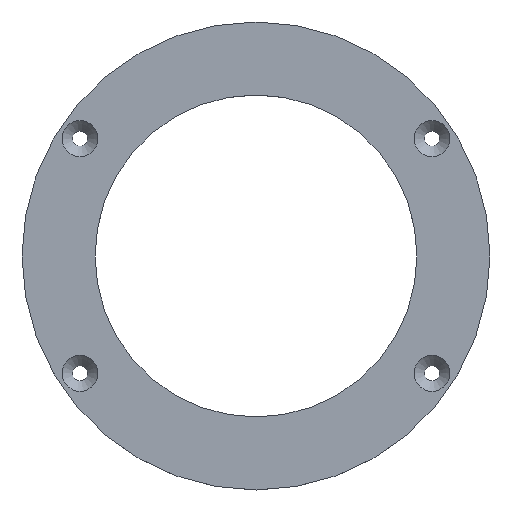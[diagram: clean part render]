
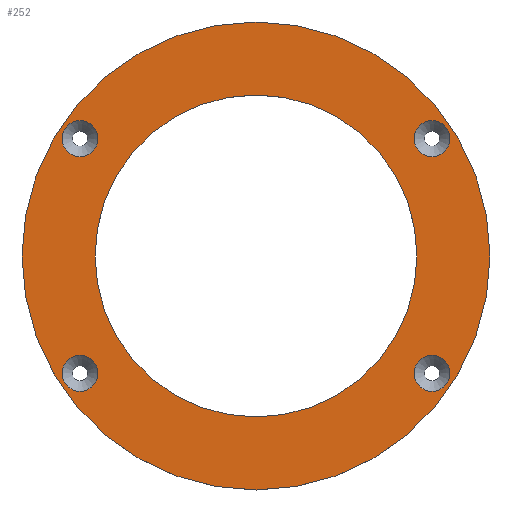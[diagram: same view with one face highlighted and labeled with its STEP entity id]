
A CAD part, top view. The second image highlights one B-rep face of the part: STEP entity #252.
In plain terms, the highlighted planar face has unit normal (0, 0, 1).
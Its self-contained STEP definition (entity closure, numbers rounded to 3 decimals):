
#52=FACE_BOUND('',#86,.T.);
#53=FACE_BOUND('',#87,.T.);
#54=FACE_BOUND('',#88,.T.);
#55=FACE_BOUND('',#89,.T.);
#56=FACE_BOUND('',#90,.T.);
#68=FACE_OUTER_BOUND('',#85,.T.);
#85=EDGE_LOOP('',(#197));
#86=EDGE_LOOP('',(#198));
#87=EDGE_LOOP('',(#199));
#88=EDGE_LOOP('',(#200));
#89=EDGE_LOOP('',(#201));
#90=EDGE_LOOP('',(#202));
#109=CIRCLE('',#290,43.);
#112=CIRCLE('',#295,62.5);
#113=CIRCLE('',#297,4.8);
#115=CIRCLE('',#300,4.8);
#116=CIRCLE('',#301,4.8);
#117=CIRCLE('',#302,4.8);
#129=VERTEX_POINT('',#415);
#132=VERTEX_POINT('',#425);
#133=VERTEX_POINT('',#429);
#135=VERTEX_POINT('',#435);
#136=VERTEX_POINT('',#437);
#137=VERTEX_POINT('',#439);
#150=EDGE_CURVE('',#129,#129,#109,.T.);
#155=EDGE_CURVE('',#132,#132,#112,.T.);
#156=EDGE_CURVE('',#133,#133,#113,.T.);
#159=EDGE_CURVE('',#135,#135,#115,.T.);
#160=EDGE_CURVE('',#136,#136,#116,.T.);
#161=EDGE_CURVE('',#137,#137,#117,.T.);
#197=ORIENTED_EDGE('',*,*,#155,.T.);
#198=ORIENTED_EDGE('',*,*,#150,.T.);
#199=ORIENTED_EDGE('',*,*,#159,.F.);
#200=ORIENTED_EDGE('',*,*,#160,.F.);
#201=ORIENTED_EDGE('',*,*,#161,.F.);
#202=ORIENTED_EDGE('',*,*,#156,.F.);
#244=PLANE('',#299);
#252=ADVANCED_FACE('',(#68,#52,#53,#54,#55,#56),#244,.T.);
#290=AXIS2_PLACEMENT_3D('',#417,#333,#334);
#295=AXIS2_PLACEMENT_3D('',#427,#345,#346);
#297=AXIS2_PLACEMENT_3D('',#430,#349,#350);
#299=AXIS2_PLACEMENT_3D('',#434,#354,#355);
#300=AXIS2_PLACEMENT_3D('',#436,#356,#357);
#301=AXIS2_PLACEMENT_3D('',#438,#358,#359);
#302=AXIS2_PLACEMENT_3D('',#440,#360,#361);
#333=DIRECTION('center_axis',(0.,0.,-1.));
#334=DIRECTION('ref_axis',(-1.,0.,0.));
#345=DIRECTION('center_axis',(0.,0.,1.));
#346=DIRECTION('ref_axis',(1.,0.,0.));
#349=DIRECTION('center_axis',(0.,0.,1.));
#350=DIRECTION('ref_axis',(-1.,0.,0.));
#354=DIRECTION('center_axis',(0.,0.,1.));
#355=DIRECTION('ref_axis',(1.,0.,0.));
#356=DIRECTION('center_axis',(0.,0.,1.));
#357=DIRECTION('ref_axis',(-1.,0.,0.));
#358=DIRECTION('center_axis',(0.,0.,1.));
#359=DIRECTION('ref_axis',(-1.,0.,0.));
#360=DIRECTION('center_axis',(0.,0.,1.));
#361=DIRECTION('ref_axis',(-1.,0.,0.));
#415=CARTESIAN_POINT('',(43.,0.,4.6));
#417=CARTESIAN_POINT('Origin',(0.,0.,4.6));
#425=CARTESIAN_POINT('',(-62.5,0.,4.6));
#427=CARTESIAN_POINT('Origin',(0.,0.,4.6));
#429=CARTESIAN_POINT('',(-42.211,31.341,4.6));
#430=CARTESIAN_POINT('Origin',(-47.011,31.341,4.6));
#434=CARTESIAN_POINT('Origin',(-3.5,0.,4.6));
#435=CARTESIAN_POINT('',(-42.211,-31.341,4.6));
#436=CARTESIAN_POINT('Origin',(-47.011,-31.341,4.6));
#437=CARTESIAN_POINT('',(51.811,31.341,4.6));
#438=CARTESIAN_POINT('Origin',(47.011,31.341,4.6));
#439=CARTESIAN_POINT('',(51.811,-31.341,4.6));
#440=CARTESIAN_POINT('Origin',(47.011,-31.341,4.6));
